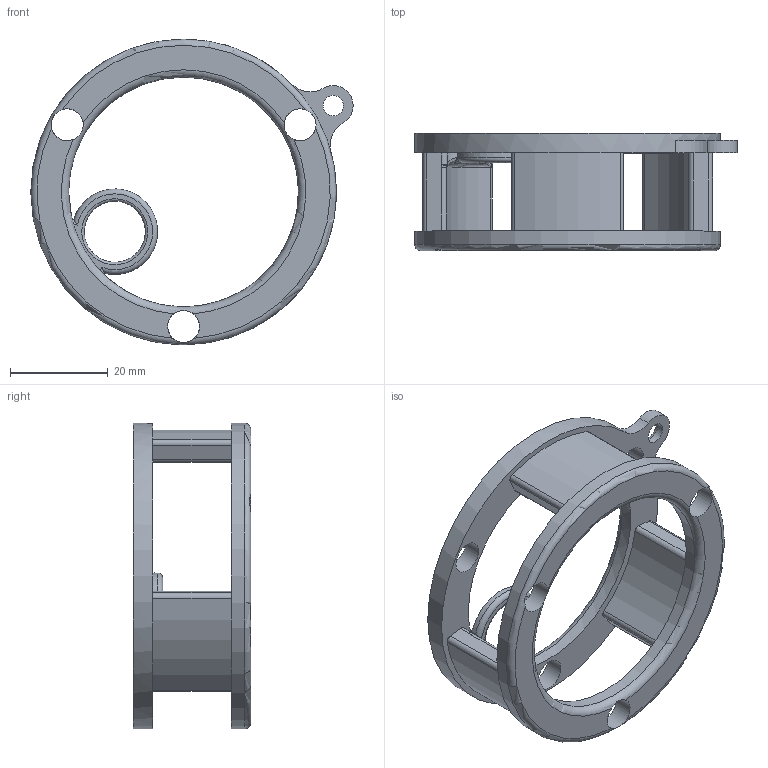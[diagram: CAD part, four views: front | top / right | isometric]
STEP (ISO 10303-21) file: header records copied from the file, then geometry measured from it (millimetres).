
FILE_DESCRIPTION(/* description */ (''),/* implementation_level */ '2;1');
FILE_NAME(/* name */ 'UpperbodyLatchDoubleRing v8.step',/* time_stamp */ '2023-09-28T22:45:24-04:00',/* author */ (''),/* organization */ (''),/* preprocessor_version */ 'ST-DEVELOPER v20',/* originating_system */ 'Autodesk Translation Framework v12.14.0.127',/* authorisation */ '');
FILE_SCHEMA (('AUTOMOTIVE_DESIGN { 1 0 10303 214 3 1 1 }'));
Length unit declared in the file: millimetre
Products named in the file (2): UpperbodyLatchDoubleRing; BasicRing v3
Assembly tree (1 placements, depth 2):
  UpperbodyLatchDoubleRing
    BasicRing v3
Bounding box: 65.94 x 24 x 62.5 mm (x, y, z)
Volume: 15324.7 mm3; surface area: 10204.9 mm2
Topology: 1 solids, 1 shells, 71 faces, 214 edges, 138 vertices
Faces by surface type: cylinder 38, plane 15, torus 11, bspline 5, sphere 2
Full cylindrical faces by diameter (mm): 4.175 x1, 6.55 x6, 12.5 x1, 47 x2, 62.5 x2
Entity records: 2823 total; most frequent: CARTESIAN_POINT 751, DIRECTION 454, ORIENTED_EDGE 428, EDGE_CURVE 214, AXIS2_PLACEMENT_3D 197, VERTEX_POINT 138, CIRCLE 128, EDGE_LOOP 88
